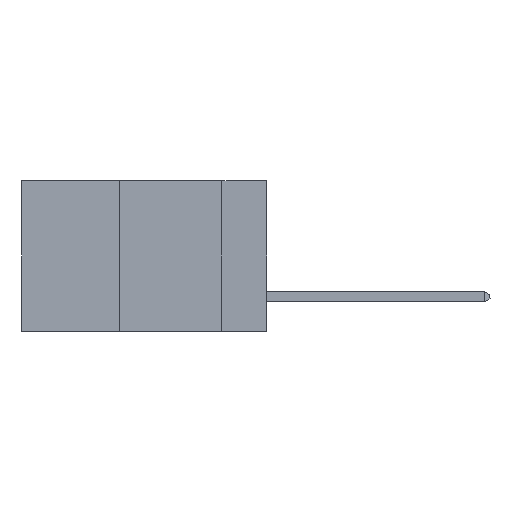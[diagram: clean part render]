
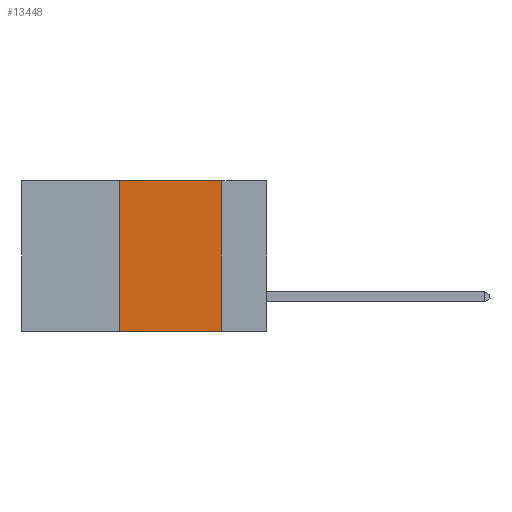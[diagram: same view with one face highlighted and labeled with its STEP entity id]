
A CAD part, left-side view. The second image highlights one B-rep face of the part: STEP entity #13448.
In plain terms, the highlighted planar face has unit normal (-1, 0, 0).
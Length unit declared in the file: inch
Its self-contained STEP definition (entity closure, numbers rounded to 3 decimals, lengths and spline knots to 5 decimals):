
#593 = ORIENTED_EDGE ( 'NONE', *, *, #15212, .F. ) ;
#755 = CARTESIAN_POINT ( 'NONE',  ( 0., 0.6, -0.37 ) ) ;
#1432 = DIRECTION ( 'NONE',  ( 0., 0., -1. ) ) ;
#2403 = EDGE_LOOP ( 'NONE', ( #17613, #593, #5186, #5745 ) ) ;
#2460 = CARTESIAN_POINT ( 'NONE',  ( 0., 0.6, 0. ) ) ;
#2575 = DIRECTION ( 'NONE',  ( 0., -1., 0. ) ) ;
#2928 = VECTOR ( 'NONE', #19913, 39.37008 ) ;
#5186 = ORIENTED_EDGE ( 'NONE', *, *, #5584, .F. ) ;
#5584 = EDGE_CURVE ( 'NONE', #20378, #11390, #15998, .T. ) ;
#5745 = ORIENTED_EDGE ( 'NONE', *, *, #12175, .T. ) ;
#5760 = AXIS2_PLACEMENT_3D ( 'NONE', #2460, #9359, #20417 ) ;
#6549 = FACE_OUTER_BOUND ( 'NONE', #2403, .T. ) ;
#6653 = CARTESIAN_POINT ( 'NONE',  ( 0., 0.36, -0.37 ) ) ;
#7217 = CARTESIAN_POINT ( 'NONE',  ( 0., 0.36, 0. ) ) ;
#7222 = CARTESIAN_POINT ( 'NONE',  ( 0., 0.11, -0.37 ) ) ;
#7858 = EDGE_CURVE ( 'NONE', #9110, #19418, #11204, .T. ) ;
#8122 = CARTESIAN_POINT ( 'NONE',  ( 0., 0.11, 0. ) ) ;
#8808 = LINE ( 'NONE', #755, #15769 ) ;
#9110 = VERTEX_POINT ( 'NONE', #8122 ) ;
#9359 = DIRECTION ( 'NONE',  ( 1., 0., 0. ) ) ;
#9870 = CARTESIAN_POINT ( 'NONE',  ( 0., 0.11, 0. ) ) ;
#10711 = VECTOR ( 'NONE', #1432, 39.37008 ) ;
#11204 = LINE ( 'NONE', #9870, #10711 ) ;
#11390 = VERTEX_POINT ( 'NONE', #7217 ) ;
#12175 = EDGE_CURVE ( 'NONE', #20378, #19418, #8808, .T. ) ;
#13448 = ADVANCED_FACE ( 'NONE', ( #6549 ), #17153, .F. ) ;
#15212 = EDGE_CURVE ( 'NONE', #11390, #9110, #17284, .T. ) ;
#15674 = CARTESIAN_POINT ( 'NONE',  ( 0., 0.6, 0. ) ) ;
#15769 = VECTOR ( 'NONE', #2575, 39.37008 ) ;
#15998 = LINE ( 'NONE', #18364, #2928 ) ;
#17153 = PLANE ( 'NONE',  #5760 ) ;
#17284 = LINE ( 'NONE', #15674, #20942 ) ;
#17287 = DIRECTION ( 'NONE',  ( 0., -1., 0. ) ) ;
#17613 = ORIENTED_EDGE ( 'NONE', *, *, #7858, .F. ) ;
#18364 = CARTESIAN_POINT ( 'NONE',  ( 0., 0.36, 0. ) ) ;
#19418 = VERTEX_POINT ( 'NONE', #7222 ) ;
#19913 = DIRECTION ( 'NONE',  ( 0., 0., 1. ) ) ;
#20378 = VERTEX_POINT ( 'NONE', #6653 ) ;
#20417 = DIRECTION ( 'NONE',  ( 0., 0., -1. ) ) ;
#20942 = VECTOR ( 'NONE', #17287, 39.37008 ) ;
